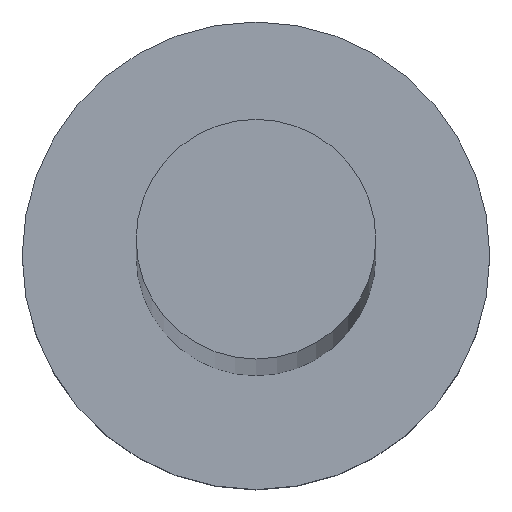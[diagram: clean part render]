
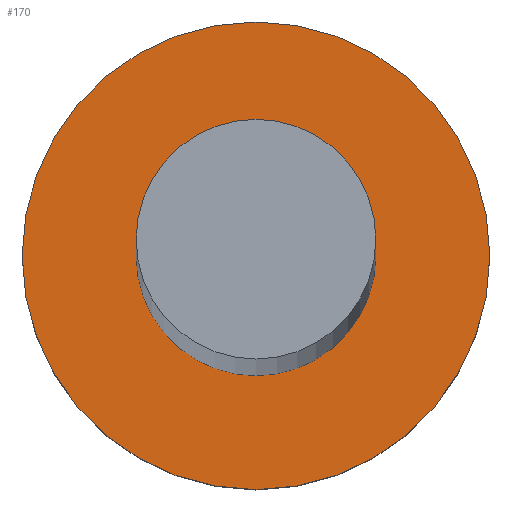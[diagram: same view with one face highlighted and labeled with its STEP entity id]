
A CAD part, top view. The second image highlights one B-rep face of the part: STEP entity #170.
In plain terms, the highlighted planar face has unit normal (0, 0, 1).
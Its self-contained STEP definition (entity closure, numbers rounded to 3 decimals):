
#6 = ORIENTED_EDGE ( 'NONE', *, *, #177, .T. ) ;
#10 = CIRCLE ( 'NONE', #151, 3.075 ) ;
#17 = FACE_OUTER_BOUND ( 'NONE', #86, .T. ) ;
#19 = CARTESIAN_POINT ( 'NONE',  ( 0., 0., 5. ) ) ;
#20 = EDGE_CURVE ( 'NONE', #160, #21, #189, .T. ) ;
#21 = VERTEX_POINT ( 'NONE', #62 ) ;
#25 = DIRECTION ( 'NONE',  ( 1., 0., 0. ) ) ;
#32 = PLANE ( 'NONE',  #136 ) ;
#35 = CARTESIAN_POINT ( 'NONE',  ( 3.075, 0., 5. ) ) ;
#41 = ORIENTED_EDGE ( 'NONE', *, *, #233, .F. ) ;
#42 = CARTESIAN_POINT ( 'NONE',  ( 0., 0., 5. ) ) ;
#46 = ORIENTED_EDGE ( 'NONE', *, *, #97, .T. ) ;
#56 = CIRCLE ( 'NONE', #238, 6. ) ;
#62 = CARTESIAN_POINT ( 'NONE',  ( -3.075, 0., 5. ) ) ;
#71 = CARTESIAN_POINT ( 'NONE',  ( 0., 0., 5. ) ) ;
#76 = AXIS2_PLACEMENT_3D ( 'NONE', #42, #123, #25 ) ;
#86 = EDGE_LOOP ( 'NONE', ( #46, #6 ) ) ;
#97 = EDGE_CURVE ( 'NONE', #158, #221, #228, .T. ) ;
#109 = CARTESIAN_POINT ( 'NONE',  ( 0., 0., 5. ) ) ;
#115 = DIRECTION ( 'NONE',  ( 1., 0., 0. ) ) ;
#123 = DIRECTION ( 'NONE',  ( 0., 0., 1. ) ) ;
#125 = EDGE_LOOP ( 'NONE', ( #41, #172 ) ) ;
#132 = CARTESIAN_POINT ( 'NONE',  ( 6., 0., 5. ) ) ;
#136 = AXIS2_PLACEMENT_3D ( 'NONE', #109, #209, #163 ) ;
#148 = DIRECTION ( 'NONE',  ( 1., 0., 0. ) ) ;
#151 = AXIS2_PLACEMENT_3D ( 'NONE', #71, #253, #175 ) ;
#156 = CARTESIAN_POINT ( 'NONE',  ( 0., 0., 5. ) ) ;
#158 = VERTEX_POINT ( 'NONE', #203 ) ;
#160 = VERTEX_POINT ( 'NONE', #35 ) ;
#163 = DIRECTION ( 'NONE',  ( 1., 0., 0. ) ) ;
#170 = ADVANCED_FACE ( 'NONE', ( #187, #17 ), #32, .T. ) ;
#172 = ORIENTED_EDGE ( 'NONE', *, *, #20, .F. ) ;
#175 = DIRECTION ( 'NONE',  ( 1., 0., 0. ) ) ;
#177 = EDGE_CURVE ( 'NONE', #221, #158, #56, .T. ) ;
#183 = DIRECTION ( 'NONE',  ( 0., 0., 1. ) ) ;
#187 = FACE_BOUND ( 'NONE', #125, .T. ) ;
#189 = CIRCLE ( 'NONE', #76, 3.075 ) ;
#203 = CARTESIAN_POINT ( 'NONE',  ( -6., 0., 5. ) ) ;
#206 = AXIS2_PLACEMENT_3D ( 'NONE', #156, #240, #115 ) ;
#209 = DIRECTION ( 'NONE',  ( 0., 0., 1. ) ) ;
#221 = VERTEX_POINT ( 'NONE', #132 ) ;
#228 = CIRCLE ( 'NONE', #206, 6. ) ;
#233 = EDGE_CURVE ( 'NONE', #21, #160, #10, .T. ) ;
#238 = AXIS2_PLACEMENT_3D ( 'NONE', #19, #183, #148 ) ;
#240 = DIRECTION ( 'NONE',  ( 0., 0., 1. ) ) ;
#253 = DIRECTION ( 'NONE',  ( 0., 0., 1. ) ) ;
